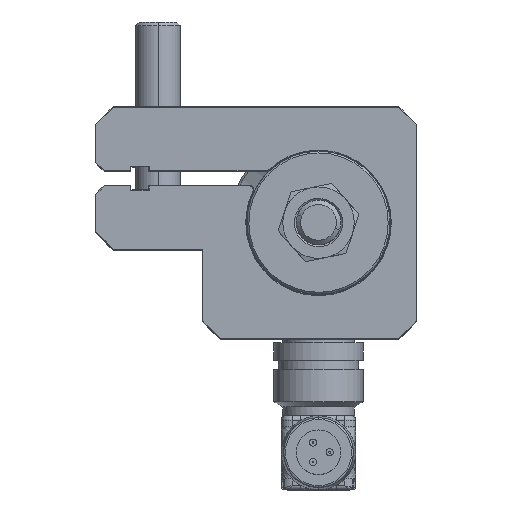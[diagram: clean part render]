
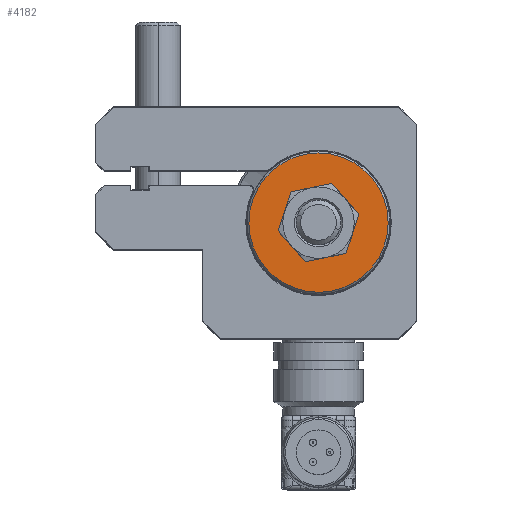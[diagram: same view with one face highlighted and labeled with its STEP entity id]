
A CAD part, top view. The second image highlights one B-rep face of the part: STEP entity #4182.
In plain terms, the highlighted planar face has unit normal (0, 0, 1).
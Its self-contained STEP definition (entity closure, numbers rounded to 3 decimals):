
#882 = VERTEX_POINT ( 'NONE', #7339 ) ;
#883 = EDGE_CURVE ( 'NONE', #884, #882, #7353, .T. ) ;
#884 = VERTEX_POINT ( 'NONE', #7372 ) ;
#4179 = ORIENTED_EDGE ( 'NONE', *, *, #4187, .T. ) ;
#4181 = ORIENTED_EDGE ( 'NONE', *, *, #883, .T. ) ;
#4182 = ADVANCED_FACE ( 'NONE', ( #19746, #19788 ), #19796, .T. ) ;
#4185 = ORIENTED_EDGE ( 'NONE', *, *, #4203, .T. ) ;
#4187 = EDGE_CURVE ( 'NONE', #4196, #4197, #19780, .T. ) ;
#4190 = ORIENTED_EDGE ( 'NONE', *, *, #4192, .T. ) ;
#4192 = EDGE_CURVE ( 'NONE', #4197, #4196, #19805, .T. ) ;
#4193 = EDGE_LOOP ( 'NONE', ( #4185, #4181 ) ) ;
#4196 = VERTEX_POINT ( 'NONE', #19804 ) ;
#4197 = VERTEX_POINT ( 'NONE', #19847 ) ;
#4198 = EDGE_LOOP ( 'NONE', ( #4179, #4190 ) ) ;
#4203 = EDGE_CURVE ( 'NONE', #882, #884, #19827, .T. ) ;
#7325 = AXIS2_PLACEMENT_3D ( 'NONE', #7369, #7368, #7367 ) ;
#7339 = CARTESIAN_POINT ( 'NONE',  ( -6.012, 4.97, 1. ) ) ;
#7353 = CIRCLE ( 'NONE', #7325, 7.8 ) ;
#7367 = DIRECTION ( 'NONE',  ( 0.771, -0.637, 0. ) ) ;
#7368 = DIRECTION ( 'NONE',  ( 0., 0., 1. ) ) ;
#7369 = CARTESIAN_POINT ( 'NONE',  ( 0., 0., 1. ) ) ;
#7372 = CARTESIAN_POINT ( 'NONE',  ( 6.012, -4.97, 1. ) ) ;
#19746 = FACE_OUTER_BOUND ( 'NONE', #4193, .T. ) ;
#19780 = CIRCLE ( 'NONE', #19810, 2.75 ) ;
#19787 = AXIS2_PLACEMENT_3D ( 'NONE', #19820, #19819, #19818 ) ;
#19788 = FACE_BOUND ( 'NONE', #4198, .T. ) ;
#19796 = PLANE ( 'NONE',  #19787 ) ;
#19798 = CARTESIAN_POINT ( 'NONE',  ( 0., 0., 1. ) ) ;
#19804 = CARTESIAN_POINT ( 'NONE',  ( 2.119, -1.752, 1. ) ) ;
#19805 = CIRCLE ( 'NONE', #19817, 2.75 ) ;
#19808 = DIRECTION ( 'NONE',  ( 0.771, -0.637, 0. ) ) ;
#19809 = DIRECTION ( 'NONE',  ( 0., 0., -1. ) ) ;
#19810 = AXIS2_PLACEMENT_3D ( 'NONE', #19798, #19809, #19808 ) ;
#19815 = CARTESIAN_POINT ( 'NONE',  ( 0., 0., 1. ) ) ;
#19817 = AXIS2_PLACEMENT_3D ( 'NONE', #19815, #19851, #19850 ) ;
#19818 = DIRECTION ( 'NONE',  ( 0.771, -0.637, 0. ) ) ;
#19819 = DIRECTION ( 'NONE',  ( 0., 0., 1. ) ) ;
#19820 = CARTESIAN_POINT ( 'NONE',  ( 0., 0., 1. ) ) ;
#19827 = CIRCLE ( 'NONE', #19846, 7.8 ) ;
#19840 = CARTESIAN_POINT ( 'NONE',  ( 0., 0., 1. ) ) ;
#19846 = AXIS2_PLACEMENT_3D ( 'NONE', #19840, #19876, #19875 ) ;
#19847 = CARTESIAN_POINT ( 'NONE',  ( -2.119, 1.752, 1. ) ) ;
#19850 = DIRECTION ( 'NONE',  ( 0.771, -0.637, 0. ) ) ;
#19851 = DIRECTION ( 'NONE',  ( 0., 0., -1. ) ) ;
#19875 = DIRECTION ( 'NONE',  ( 0.771, -0.637, 0. ) ) ;
#19876 = DIRECTION ( 'NONE',  ( 0., 0., 1. ) ) ;
